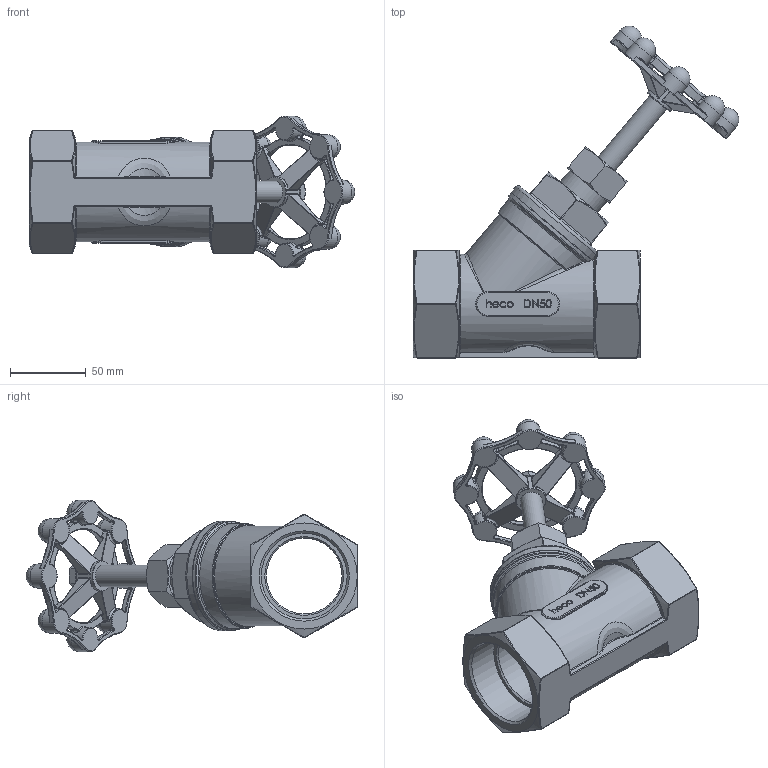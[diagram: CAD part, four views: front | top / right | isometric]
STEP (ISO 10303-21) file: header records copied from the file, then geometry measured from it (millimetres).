
FILE_DESCRIPTION (( 'STEP AP214' ), '1' );
FILE_NAME ('MV-200-S00-4 Muffenschrägsitzventil heco.STEP', '2015-04-16T10:21:14', ( 'test' ), ( '' ), 'SwSTEP 2.0', 'SolidWorks 2011', '' );
FILE_SCHEMA (( 'AUTOMOTIVE_DESIGN' ));
Length unit declared in the file: millimetre
Products named in the file (1): MV-200-S00-4 Muffenschrägsitzventil heco
Bounding box: 214.86 x 219.1 x 100 mm (x, y, z)
Volume: 516879.4 mm3; surface area: 102136.4 mm2
Topology: 2 solids, 2 shells, 1128 faces, 2794 edges, 1616 vertices
Faces by surface type: bspline 480, plane 235, cylinder 183, torus 139, cone 46, sphere 45
Full cylindrical faces by diameter (mm): 9.7 x1, 14.5 x1, 16 x8, 20 x1, 22 x1, 24 x1, 32 x1, 50 x1, 56.652 x2, 72.5 x1
Entity records: 67618 total; most frequent: CARTESIAN_POINT 32604, ORIENTED_EDGE 5288, DIRECTION 3804, EDGE_CURVE 2644, VERTEX_POINT 1582, AXIS2_PLACEMENT_3D 1524, EDGE_LOOP 1216, FACE_OUTER_BOUND 1149
